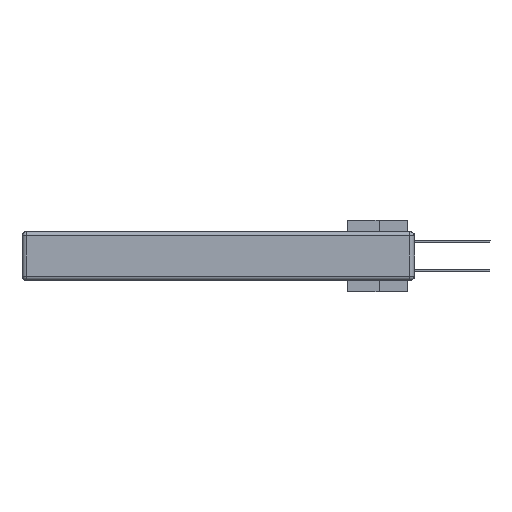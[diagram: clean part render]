
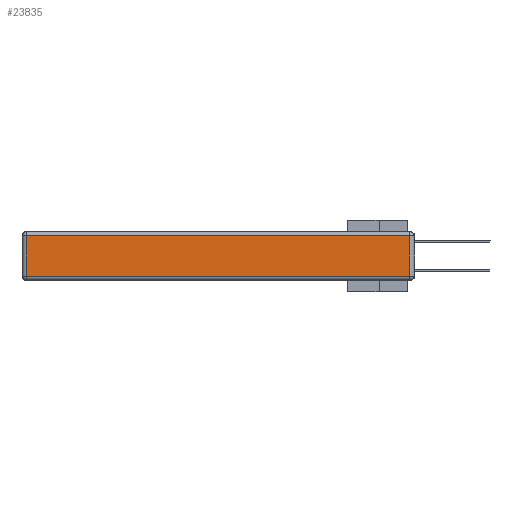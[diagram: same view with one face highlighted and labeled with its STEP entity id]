
A CAD part, left-side view. The second image highlights one B-rep face of the part: STEP entity #23835.
In plain terms, the highlighted planar face has unit normal (-1, 0, 0).
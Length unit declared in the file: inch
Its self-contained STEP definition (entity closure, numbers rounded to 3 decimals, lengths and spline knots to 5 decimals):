
#1306 = EDGE_CURVE ( 'NONE', #19741, #30054, #31593, .T. ) ;
#1712 = EDGE_CURVE ( 'NONE', #30054, #33985, #28005, .T. ) ;
#4013 = DIRECTION ( 'NONE',  ( 0., 0., 1. ) ) ;
#4624 = VECTOR ( 'NONE', #25197, 39.37008 ) ;
#5789 = VECTOR ( 'NONE', #6006, 39.37008 ) ;
#5800 = LINE ( 'NONE', #8825, #12369 ) ;
#5912 = CARTESIAN_POINT ( 'NONE',  ( 0., 2.75, -0.03 ) ) ;
#6006 = DIRECTION ( 'NONE',  ( 0., -1., 0. ) ) ;
#8617 = ORIENTED_EDGE ( 'NONE', *, *, #18816, .T. ) ;
#8825 = CARTESIAN_POINT ( 'NONE',  ( 0., 0.03, -0.343 ) ) ;
#9799 = ORIENTED_EDGE ( 'NONE', *, *, #1306, .T. ) ;
#11788 = VECTOR ( 'NONE', #17006, 39.37008 ) ;
#12292 = CARTESIAN_POINT ( 'NONE',  ( 0., 0., -0.343 ) ) ;
#12369 = VECTOR ( 'NONE', #20230, 39.37008 ) ;
#12406 = AXIS2_PLACEMENT_3D ( 'NONE', #12292, #29133, #4013 ) ;
#13588 = CARTESIAN_POINT ( 'NONE',  ( 0., 2.72, -0.343 ) ) ;
#16575 = ORIENTED_EDGE ( 'NONE', *, *, #25899, .T. ) ;
#17006 = DIRECTION ( 'NONE',  ( 0., 1., 0. ) ) ;
#18285 = FACE_OUTER_BOUND ( 'NONE', #24058, .T. ) ;
#18816 = EDGE_CURVE ( 'NONE', #27989, #19741, #5800, .T. ) ;
#19741 = VERTEX_POINT ( 'NONE', #22595 ) ;
#20230 = DIRECTION ( 'NONE',  ( 0., 0., 1. ) ) ;
#22578 = CARTESIAN_POINT ( 'NONE',  ( 0., 2.72, -0.313 ) ) ;
#22595 = CARTESIAN_POINT ( 'NONE',  ( 0., 0.03, -0.03 ) ) ;
#23835 = ADVANCED_FACE ( 'NONE', ( #18285 ), #26517, .T. ) ;
#24058 = EDGE_LOOP ( 'NONE', ( #16575, #8617, #9799, #30337 ) ) ;
#25197 = DIRECTION ( 'NONE',  ( 0., 0., -1. ) ) ;
#25334 = LINE ( 'NONE', #31496, #5789 ) ;
#25899 = EDGE_CURVE ( 'NONE', #33985, #27989, #25334, .T. ) ;
#26517 = PLANE ( 'NONE',  #12406 ) ;
#27989 = VERTEX_POINT ( 'NONE', #30360 ) ;
#28005 = LINE ( 'NONE', #13588, #4624 ) ;
#29133 = DIRECTION ( 'NONE',  ( -1., 0., 0. ) ) ;
#30054 = VERTEX_POINT ( 'NONE', #31112 ) ;
#30337 = ORIENTED_EDGE ( 'NONE', *, *, #1712, .T. ) ;
#30360 = CARTESIAN_POINT ( 'NONE',  ( 0., 0.03, -0.313 ) ) ;
#31112 = CARTESIAN_POINT ( 'NONE',  ( 0., 2.72, -0.03 ) ) ;
#31496 = CARTESIAN_POINT ( 'NONE',  ( 0., 0., -0.313 ) ) ;
#31593 = LINE ( 'NONE', #5912, #11788 ) ;
#33985 = VERTEX_POINT ( 'NONE', #22578 ) ;
